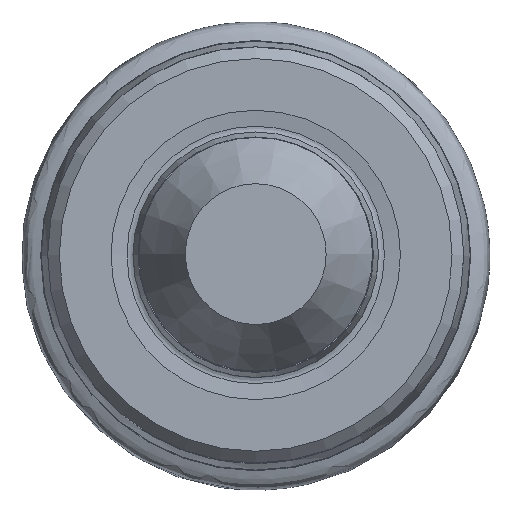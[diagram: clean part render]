
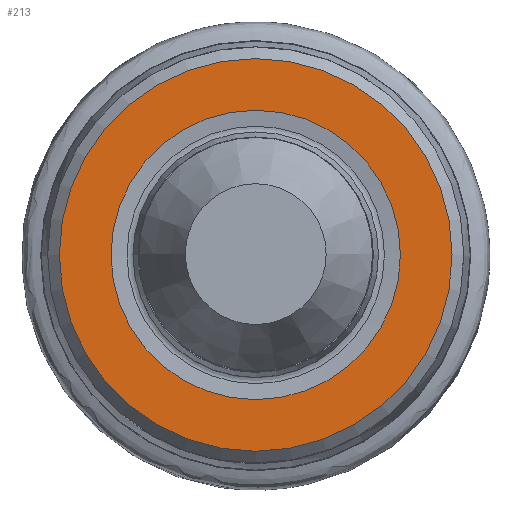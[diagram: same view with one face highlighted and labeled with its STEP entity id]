
A CAD part, top view. The second image highlights one B-rep face of the part: STEP entity #213.
In plain terms, the highlighted planar face has unit normal (0, 0, 1).
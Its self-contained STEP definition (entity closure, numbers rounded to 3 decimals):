
#166=PLANE('',#799);
#213=ADVANCED_FACE('CU_SU1',(#284,#285),#166,.F.);
#284=FACE_BOUND('',#368,.T.);
#285=FACE_BOUND('',#369,.T.);
#368=EDGE_LOOP('',(#488));
#369=EDGE_LOOP('',(#489));
#488=ORIENTED_EDGE('',*,*,#615,.F.);
#489=ORIENTED_EDGE('',*,*,#616,.T.);
#554=VERTEX_POINT('',#1294);
#555=VERTEX_POINT('',#1297);
#615=EDGE_CURVE('',#554,#554,#655,.T.);
#616=EDGE_CURVE('',#555,#555,#656,.T.);
#655=CIRCLE('',#796,8.4);
#656=CIRCLE('',#798,6.19);
#796=AXIS2_PLACEMENT_3D('',#1293,#967,#968);
#798=AXIS2_PLACEMENT_3D('',#1296,#971,#972);
#799=AXIS2_PLACEMENT_3D('',#1298,#973,#974);
#967=DIRECTION('',(0.,0.,-1.));
#968=DIRECTION('',(-1.,0.,0.));
#971=DIRECTION('',(0.,0.,-1.));
#972=DIRECTION('',(-1.,0.,0.));
#973=DIRECTION('',(0.,0.,-1.));
#974=DIRECTION('',(-1.,0.,0.));
#1293=CARTESIAN_POINT('',(0.,0.,0.));
#1294=CARTESIAN_POINT('',(-8.4,0.,0.));
#1296=CARTESIAN_POINT('',(0.,0.,0.));
#1297=CARTESIAN_POINT('',(-6.19,0.,0.));
#1298=CARTESIAN_POINT('',(0.,6.19,0.));
